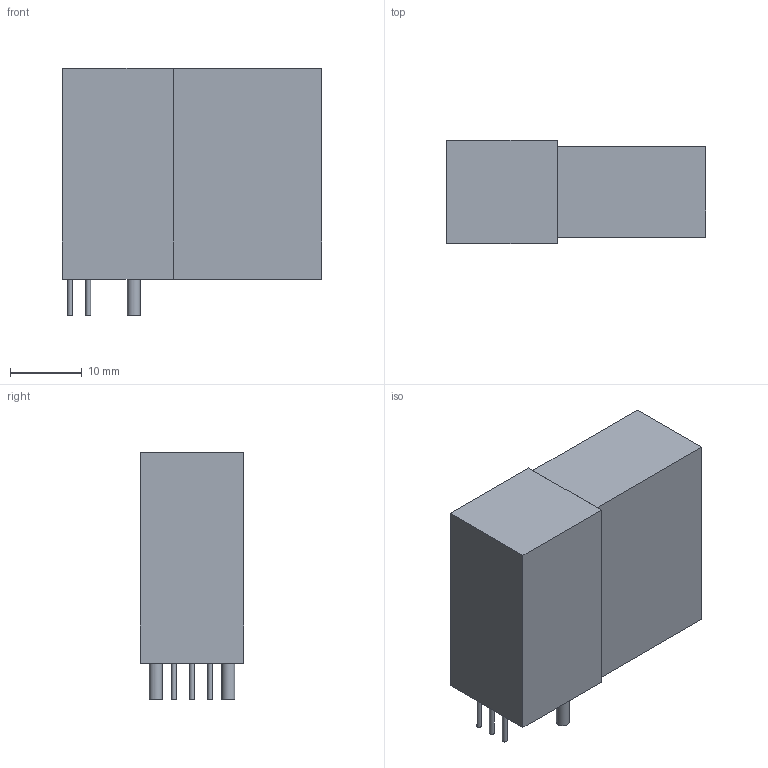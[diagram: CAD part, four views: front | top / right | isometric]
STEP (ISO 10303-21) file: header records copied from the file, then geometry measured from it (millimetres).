
FILE_DESCRIPTION(('FreeCAD Model'),'2;1');
FILE_NAME('1862062.1.1.stp','2020-11-27T10:47:11',( 'Author'),(''),'Open CASCADE STEP processor 6.9','FreeCAD','Unknown' );
FILE_SCHEMA(('AUTOMOTIVE_DESIGN { 1 0 10303 214 1 1 1 1 }'));
Length unit declared in the file: millimetre
Products named in the file (3): ASSEMBLY; Body; Leads
Assembly tree (2 placements, depth 2):
  ASSEMBLY
    Body
    Leads
Bounding box: 36.2 x 14.4 x 34.55 mm (x, y, z)
Volume: 14349.2 mm3; surface area: 4816.1 mm2
Topology: 8 solids, 8 shells, 30 faces, 42 edges, 28 vertices
Faces by surface type: plane 24, cylinder 6
Full cylindrical faces by diameter (mm): 0.69 x4, 1.81 x2
Entity records: 1292 total; most frequent: DIRECTION 204, CARTESIAN_POINT 187, LINE 102, VECTOR 102, ORIENTED_EDGE 84, PCURVE 84, DEFINITIONAL_REPRESENTATION 84, AXIS2_PLACEMENT_3D 45
